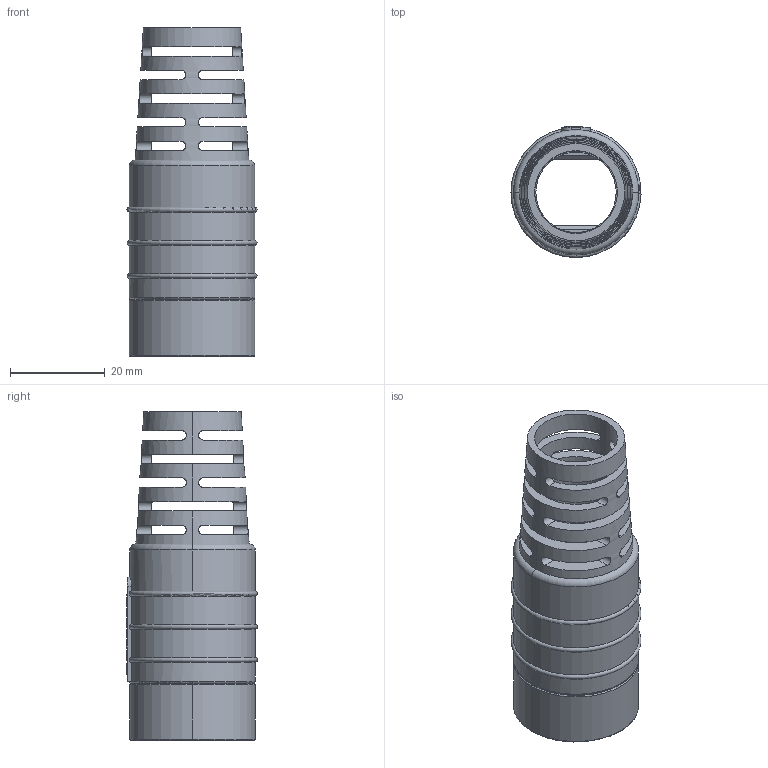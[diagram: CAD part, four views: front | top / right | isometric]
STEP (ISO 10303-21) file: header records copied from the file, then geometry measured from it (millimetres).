
FILE_DESCRIPTION((''),'2;1');
FILE_NAME('PRT0002','2019-10-16T',('Blink.Zhou'),(''),'PRO/ENGINEER BY PARAMETRIC TECHNOLOGY CORPORATION, 2012230','PRO/ENGINEER BY PARAMETRIC TECHNOLOGY CORPORATION, 2012230','');
FILE_SCHEMA(('CONFIG_CONTROL_DESIGN'));
Length unit declared in the file: millimetre
Products named in the file (1): PRT0002
Bounding box: 27.49 x 27.7 x 69.5 mm (x, y, z)
Volume: 13733.5 mm3; surface area: 11268.4 mm2
Topology: 1 solids, 4 shells, 407 faces, 1135 edges, 749 vertices
Faces by surface type: plane 309, cylinder 63, cone 20, torus 11, bspline 4
Entity records: 15723 total; most frequent: CARTESIAN_POINT 5230, ORIENTED_EDGE 2270, DIRECTION 2004, EDGE_CURVE 1135, VECTOR 856, LINE 856, VERTEX_POINT 749, AXIS2_PLACEMENT_3D 574
